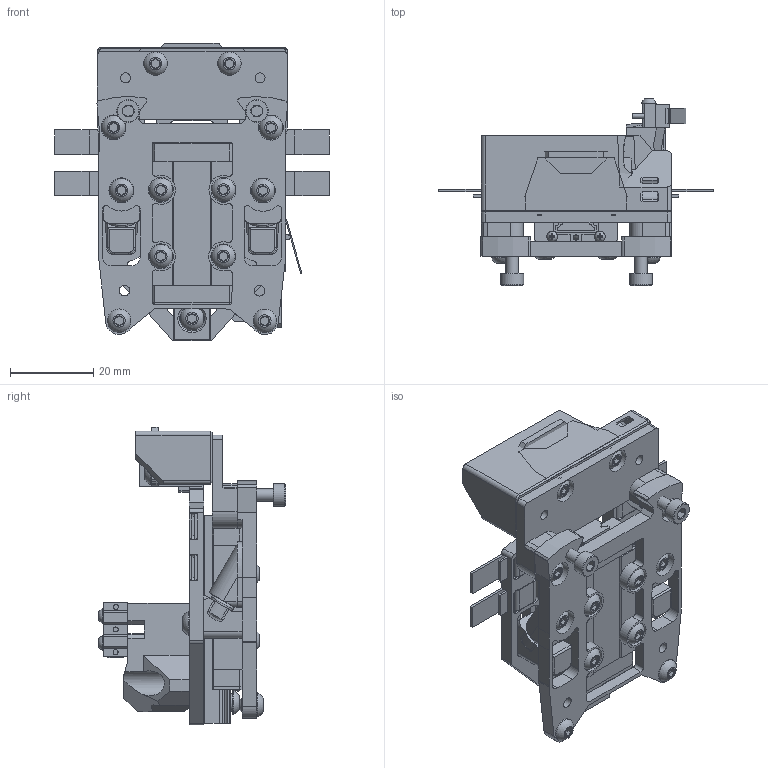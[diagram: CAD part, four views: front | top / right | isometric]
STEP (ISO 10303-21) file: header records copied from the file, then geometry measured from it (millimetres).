
FILE_DESCRIPTION(/* description */ (''),/* implementation_level */ '2;1');
FILE_NAME(/* name */ 'Metal Tap Assembly - Final.step',/* time_stamp */ '2023-09-14T18:53:24-06:00',/* author */ (''),/* organization */ (''),/* preprocessor_version */ 'ST-DEVELOPER v20',/* originating_system */ 'Autodesk Translation Framework v12.9.0.99',/* authorisation */ '');
FILE_SCHEMA (('AUTOMOTIVE_DESIGN { 1 0 10303 214 3 1 1 }'));
Products named in the file (35): Assembly; Front Part; MGN9H Carriage; Front Part - Hardware; M3x12 SHCS; M3x4 BHCS; Carriage Front Screw Holder; M3 Threaded Insert; Carriage Front Screw Holder_1; M3x4 FHCS; M3 Threaded Insert_1; Center Part; MGN9 Rail - 50mm; MGN9 Rail - Hardware; M3x10 BHCS; Carriage Center Magnet Holder; M3 Threaded Insert_2; Endstop; KW10 Microswitch v1; M2x10 Self-Tapping Screw; Gantry Belts; Gates GT2 6mm Belt; Carriage Center Magnet Holder_1; 6x3mm Magnet; M3 Threaded Insert_3; Top Part; Opto Tap Adapter; OptoTap PCB Dummy; M3 Threaded Insert_4; Wired Optical Sensor Adapter; OPB990P51Z Optical Sensor; M3 Threaded Insert_5; M3 5x4 Heatset Insert; M3x6 BHCS; M3x8 BHCS
Assembly tree (70 placements, depth 6):
  Assembly
    Front Part
      MGN9H Carriage
      Front Part - Hardware
        M3x4 BHCS  x8
        M3x12 SHCS  x2
        M3x6 BHCS  x2
      Carriage Front Screw Holder
        M3x4 FHCS
        M3 Threaded Insert
          M3 5x4 Heatset Insert
      Carriage Front Screw Holder_1
        M3x4 FHCS
        M3 Threaded Insert_1
          M3 5x4 Heatset Insert
    Center Part
      MGN9 Rail - 50mm
        MGN9 Rail - Hardware
          M3x10 BHCS
            M3 5x4 Heatset Insert
        M3x6 BHCS  x2
      Carriage Center Magnet Holder
        6x3mm Magnet
        M3 Threaded Insert_2
          M3 5x4 Heatset Insert
        M3x6 BHCS
      Endstop
        KW10 Microswitch v1
          M2x10 Self-Tapping Screw  x2
        6x3mm Magnet
        M3x6 BHCS  x2
      Gantry Belts
        Gates GT2 6mm Belt  x4
      Carriage Center Magnet Holder_1
        6x3mm Magnet
        M3 Threaded Insert_3
          M3 5x4 Heatset Insert
        M3x6 BHCS
    Top Part
      Opto Tap Adapter
        OptoTap PCB Dummy
        M3x8 BHCS  x2
        M3 5x4 Heatset Insert
        M3 Threaded Insert_4
          M3 5x4 Heatset Insert
        M3x6 BHCS  x2
      Wired Optical Sensor Adapter
        OPB990P51Z Optical Sensor
        M3 5x4 Heatset Insert
        M3 Threaded Insert_5
          M3 5x4 Heatset Insert
        M3x6 BHCS  x2
        M3x8 BHCS
Bounding box: 66.12 x 45.1 x 71.77 mm (x, y, z)
Volume: 37245.2 mm3; surface area: 37866.3 mm2
Topology: 71 solids, 71 shells, 3177 faces, 8172 edges, 5281 vertices
Faces by surface type: plane 1237, cylinder 758, bspline 723, cone 419, sphere 30, torus 10
Full cylindrical faces by diameter (mm): 0.4 x3, 1.2 x3, 1.288 x5, 1.9 x1, 2 x3, 2.4 x4, 2.529 x11, 2.603 x4, 2.7 x2, 2.8 x4, 2.9 x9, 3 x49, 3.1 x1, 3.2 x6, 3.4 x3, 3.5 x5, 4.1 x9, 4.25 x18, 4.7 x8, 5.5 x2, 5.7 x26, 6 x18
Entity records: 60390 total; most frequent: CARTESIAN_POINT 18182, ORIENTED_EDGE 8634, DIRECTION 8596, EDGE_CURVE 4317, AXIS2_PLACEMENT_3D 2902, VERTEX_POINT 2809, LINE 2792, VECTOR 2792
